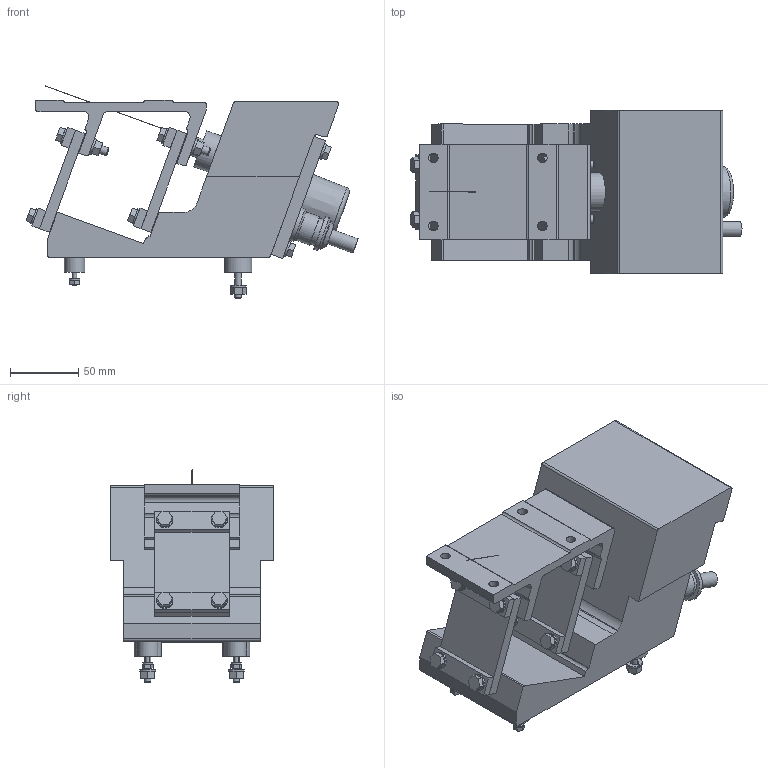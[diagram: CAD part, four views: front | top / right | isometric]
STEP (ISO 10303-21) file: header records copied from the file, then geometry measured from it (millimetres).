
FILE_DESCRIPTION(/* description */ (''),/* implementation_level */ '2;1');
FILE_NAME(/* name */ 'JD 30',/* time_stamp */ '2016-02-04T14:52:55+01:00',/* author */ (''),/* organization */ (''),/* preprocessor_version */ 'ST-DEVELOPER v15.7',/* originating_system */ 'HiCAD 2014 1902.3 Build 554',/* authorisation */ '');
FILE_SCHEMA (('AUTOMOTIVE_DESIGN { 1 0 10303 214 1 1 1 1 }'));
Length unit declared in the file: millimetre
Products named in the file (108): Root; -_Dosierantrieb JD 30; ENDDECKEL; SCHRAUBEN-BLATTFEDERN; SCHRAUBE; NE24018; MBKERDFV; MBBGEWFV; N128; NE24032; MBMGK_1F; N125; SCHRAUBEN-ENDDECKEL; KAPPE; HiCADRef:1260443992_TRAEGER; MANSCHETTE; BLATTFEDERN; AUSLAUF; EINLAUF; PUFFER; PUFFER-EINL-RE; 0087241_Verlagerungspuffer JD A-2020; GUMMIKÖRPER; DIN 913-M6x10-45H_Gewindestifte_0; DIN 913-M6x20-45H_Gewindestifte_0; PUFFER-EINL-LI; PUFFER-AUSL-LI; 0087240_Verlagerungspuffer JD A-1515; DIN 913-M4x12-45H_Gewindestifte_0; DIN 913-M4x10-45H_Gewindestifte_0; PUFFER-AUSL-RE; KLEMMLEISTEN; AUSL-UNTEN; AUSL-OBEN; EINL-UNTEN; EINL-OBEN; PG-VERSCHRAUBUNG; GEHAEUSE; Wirklinie
Assembly tree (107 placements, depth 6):
  Root
    -_Dosierantrieb JD 30
      ENDDECKEL
      SCHRAUBEN-BLATTFEDERN
        SCHRAUBE
          NE24018
          MBKERDFV
            MBBGEWFV
          N128
          NE24032
            MBMGK_1F
          N125
        SCHRAUBE
          NE24018
          MBKERDFV
            MBBGEWFV
          NE24032
            MBMGK_1F
          N125
          N128
        SCHRAUBE
          NE24018
          N128
        SCHRAUBE
          NE24018
          N128
        SCHRAUBE
          NE24018
          N128
        SCHRAUBE
          NE24018
          N128
        SCHRAUBE
          NE24018
          MBKERDFV
            MBBGEWFV
          N128
          NE24032
            MBMGK_1F
          N125
        SCHRAUBE
          NE24018
          MBKERDFV
            MBBGEWFV
          N128
          NE24032
            MBMGK_1F
          N125
      SCHRAUBEN-ENDDECKEL
        SCHRAUBE
          NE24018
          N125
        SCHRAUBE
          NE24018
          N125
        SCHRAUBE
          NE24018
          N125
        SCHRAUBE
          NE24018
Bounding box: 243.61 x 120 x 155.63 mm (x, y, z)
Volume: 943119.6 mm3; surface area: 254063.8 mm2
Topology: 77 solids, 82 shells, 591 faces, 1294 edges, 858 vertices
Faces by surface type: plane 420, cylinder 137, cone 33, torus 1
Full cylindrical faces by diameter (mm): 0.1 x1, 3.141 x6, 4 x6, 4.773 x18, 6 x18, 6.4 x8, 7 x4, 8 x5, 11 x1, 12 x8, 14 x1, 15 x2, 20 x5, 22 x2, 25 x2, 25.4 x2, 28 x1
Entity records: 28853 total; most frequent: DIRECTION 3024, CARTESIAN_POINT 2750, PRESENTATION_STYLE_ASSIGNMENT 2330, OVER_RIDING_STYLED_ITEM 2249, COLOUR_RGB 2249, DRAUGHTING_PRE_DEFINED_CURVE_FONT 2248, CURVE_STYLE 2248, ORIENTED_EDGE 2248
